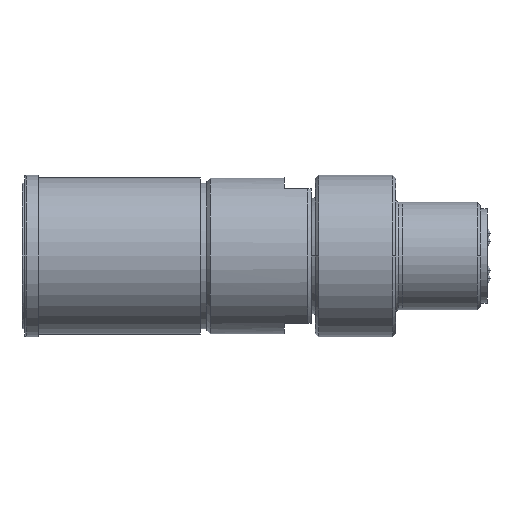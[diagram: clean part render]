
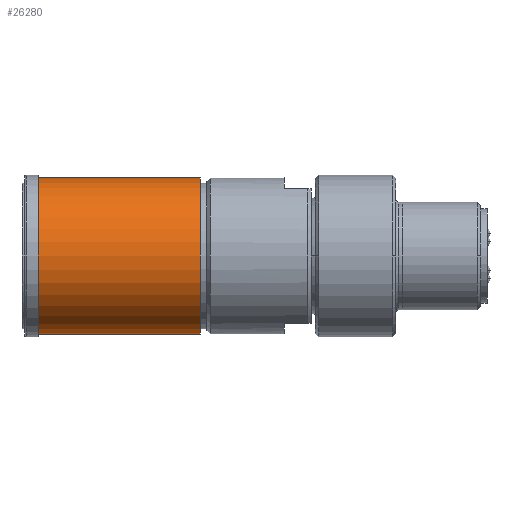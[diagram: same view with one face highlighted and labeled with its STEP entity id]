
A CAD part, left-side view. The second image highlights one B-rep face of the part: STEP entity #26280.
In plain terms, the highlighted cylindrical face has radius 5.8 mm (diameter 11.6 mm), a partial arc.
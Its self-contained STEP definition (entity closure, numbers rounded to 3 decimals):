
#6230=CARTESIAN_POINT('',(0.,14.275,0.));
#6240=DIRECTION('',(0.,1.,0.));
#6250=DIRECTION('',(0.,0.,1.));
#6260=AXIS2_PLACEMENT_3D('',#6230,#6240,#6250);
#6270=CYLINDRICAL_SURFACE('',#6260,5.8);
#6280=CARTESIAN_POINT('',(0.,14.275,5.8));
#6290=DIRECTION('',(0.,1.,0.));
#6300=VECTOR('',#6290,1.);
#6310=LINE('',#6280,#6300);
#6320=CARTESIAN_POINT('',(0.,8.25,5.8));
#6330=VERTEX_POINT('',#6320);
#6340=CARTESIAN_POINT('',(0.,20.3,5.8));
#6350=VERTEX_POINT('',#6340);
#6360=EDGE_CURVE('',#6330,#6350,#6310,.T.);
#6380=CARTESIAN_POINT('',(0.,20.3,0.));
#6390=DIRECTION('',(0.,1.,0.));
#6400=DIRECTION('',(0.,0.,1.));
#6410=AXIS2_PLACEMENT_3D('',#6380,#6390,#6400);
#6420=CIRCLE('',#6410,5.8);
#6430=CARTESIAN_POINT('',(0.,20.3,-5.8));
#6440=VERTEX_POINT('',#6430);
#6470=CARTESIAN_POINT('',(0.,14.275,-5.8)
);
#6480=DIRECTION('',(0.,1.,0.));
#6490=VECTOR('',#6480,1.);
#6500=LINE('',#6470,#6490);
#6510=CARTESIAN_POINT('',(0.,8.25,-5.8));
#6520=VERTEX_POINT('',#6510);
#6530=EDGE_CURVE('',#6520,#6440,#6500,.T.);
#6550=CARTESIAN_POINT('',(0.,8.25,0.));
#6560=DIRECTION('',(0.,1.,0.));
#6570=DIRECTION('',(0.,0.,1.));
#6580=AXIS2_PLACEMENT_3D('',#6550,#6560,#6570);
#6590=CIRCLE('',#6580,5.8);
#20520=EDGE_CURVE('',#6520,#6330,#6590,.T.);
#21060=EDGE_CURVE('',#6440,#6350,#6420,.T.);
#26220=ORIENTED_EDGE('',*,*,#20520,.T.);
#26230=ORIENTED_EDGE('',*,*,#6530,.F.);
#26240=ORIENTED_EDGE('',*,*,#21060,.F.);
#26250=ORIENTED_EDGE('',*,*,#6360,.T.);
#26260=EDGE_LOOP('',(#26250,#26240,#26230,#26220));
#26270=FACE_OUTER_BOUND('',#26260,.T.);
#26280=ADVANCED_FACE('',(#26270),#6270,.T.);
